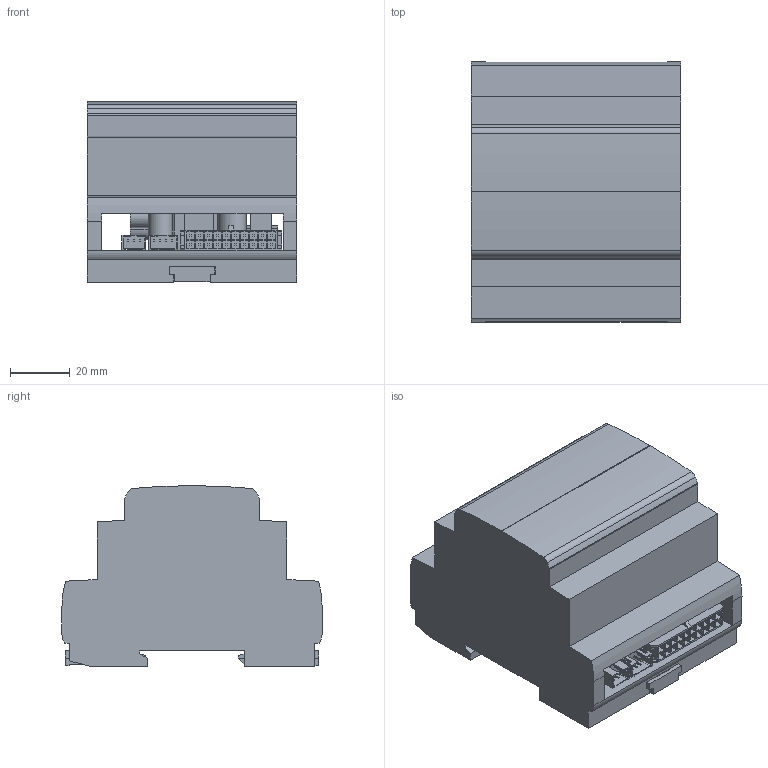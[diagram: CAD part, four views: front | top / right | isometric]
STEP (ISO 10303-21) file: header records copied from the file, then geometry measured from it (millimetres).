
FILE_DESCRIPTION((''),'2;1');
FILE_NAME('SB111081_3D-SIMPLIFIED_ASM','2014-07-29T',('mcordero'),(''),'PRO/ENGINEER BY PARAMETRIC TECHNOLOGY CORPORATION, 2009280','PRO/ENGINEER BY PARAMETRIC TECHNOLOGY CORPORATION, 2009280','');
FILE_SCHEMA(('CONFIG_CONTROL_DESIGN'));
Length unit declared in the file: millimetre
Products named in the file (13): MANIFOLD_SOLID_BREP_3995; MANIFOLD_SOLID_BREP_4083; CORPS_6_ASM; AGRAFFE_1; CONNECTION-1_1; CONNECTION-3_1; CONNECTION-4_1; CONNECTION-6_1; CONNECTION-5_3; SB111079_3D-SIMPLIFIED-1_ASM_6_ASM; SB111079_3D-SIMPLIFIED_ASM_14_ASM; SB111079_3D-SIMPLIFIED_ASM; SB111081_3D-SIMPLIFIED_ASM
Assembly tree (13 placements, depth 6):
  SB111081_3D-SIMPLIFIED_ASM
    SB111079_3D-SIMPLIFIED_ASM
      SB111079_3D-SIMPLIFIED_ASM_14_ASM
        SB111079_3D-SIMPLIFIED-1_ASM_6_ASM
          CORPS_6_ASM
            MANIFOLD_SOLID_BREP_3995
            MANIFOLD_SOLID_BREP_4083
          AGRAFFE_1  x2
          CONNECTION-1_1
          CONNECTION-3_1
          CONNECTION-4_1
          CONNECTION-6_1
          CONNECTION-5_3
Bounding box: 70.1 x 87 x 60.37 mm (x, y, z)
Volume: 218422 mm3; surface area: 59067.7 mm2
Topology: 9 solids, 9 shells, 851 faces, 2289 edges, 1516 vertices
Faces by surface type: plane 767, cylinder 84
Entity records: 24499 total; most frequent: CARTESIAN_POINT 4307, ORIENTED_EDGE 4186, DIRECTION 3917, EDGE_CURVE 2093, VECTOR 1925, LINE 1925, VERTEX_POINT 1383, AXIS2_PLACEMENT_3D 996
